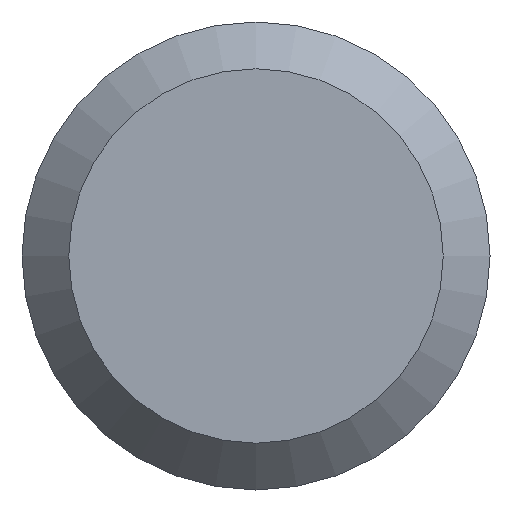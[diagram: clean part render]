
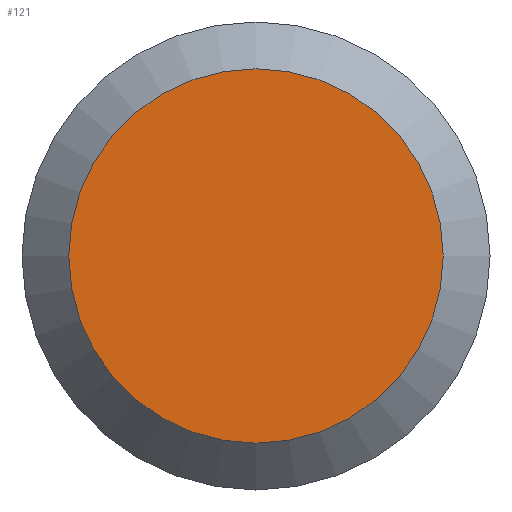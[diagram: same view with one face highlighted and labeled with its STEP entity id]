
A CAD part, front view. The second image highlights one B-rep face of the part: STEP entity #121.
In plain terms, the highlighted planar face has unit normal (0, -1, 0).
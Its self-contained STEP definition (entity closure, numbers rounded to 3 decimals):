
#17=PLANE('',#159);
#28=FACE_OUTER_BOUND('',#37,.T.);
#37=EDGE_LOOP('',(#107));
#60=CIRCLE('',#156,2.);
#69=VERTEX_POINT('',#228);
#82=EDGE_CURVE('',#69,#69,#60,.T.);
#107=ORIENTED_EDGE('',*,*,#82,.T.);
#121=ADVANCED_FACE('',(#28),#17,.F.);
#156=AXIS2_PLACEMENT_3D('',#230,#191,#192);
#159=AXIS2_PLACEMENT_3D('',#235,#198,#199);
#191=DIRECTION('center_axis',(0.,-1.,0.));
#192=DIRECTION('ref_axis',(0.,0.,1.));
#198=DIRECTION('center_axis',(0.,1.,0.));
#199=DIRECTION('ref_axis',(0.,0.,1.));
#228=CARTESIAN_POINT('',(0.,0.,-2.));
#230=CARTESIAN_POINT('Origin',(0.,0.,0.));
#235=CARTESIAN_POINT('Origin',(0.,0.,0.));
